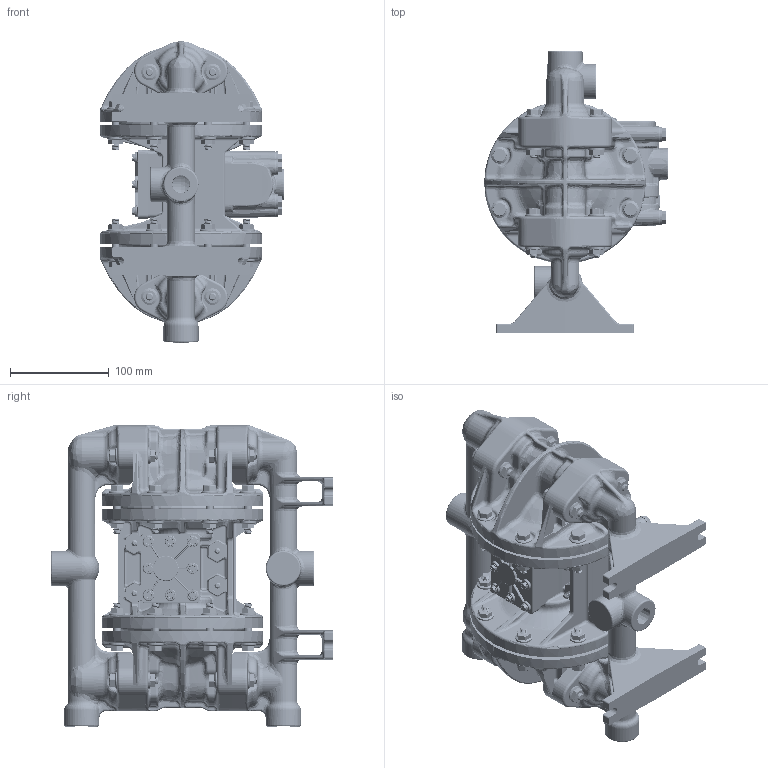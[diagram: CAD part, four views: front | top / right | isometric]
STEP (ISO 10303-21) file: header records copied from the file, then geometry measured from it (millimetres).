
FILE_DESCRIPTION((''),'2;1');
FILE_NAME('A050A075WEBSITE','2018-03-02T14:47:21',('cstanko'),(''),'CREO PARAMETRIC BY PTC INC, 2017110','CREO PARAMETRIC BY PTC INC, 2017110','');
FILE_SCHEMA(('CONFIG_CONTROL_DESIGN'));
Products named in the file (1): A050A075WEBSITE
Bounding box: 186.84 x 286.89 x 305.75 mm (x, y, z)
Surface area: 528309.2 mm2 (no closed solid volume)
Topology: 0 solids, 102 shells, 6262 faces, 16821 edges, 10312 vertices
Faces by surface type: bspline 2403, cylinder 1361, plane 1051, torus 748, cone 614, sphere 77, extrusion 8
Entity records: 345256 total; most frequent: CARTESIAN_POINT 216736, ORIENTED_EDGE 31210, DIRECTION 19336, EDGE_CURVE 16703, VERTEX_POINT 10312, B_SPLINE_CURVE_WITH_KNOTS 9238, AXIS2_PLACEMENT_3D 8004, EDGE_LOOP 6262
